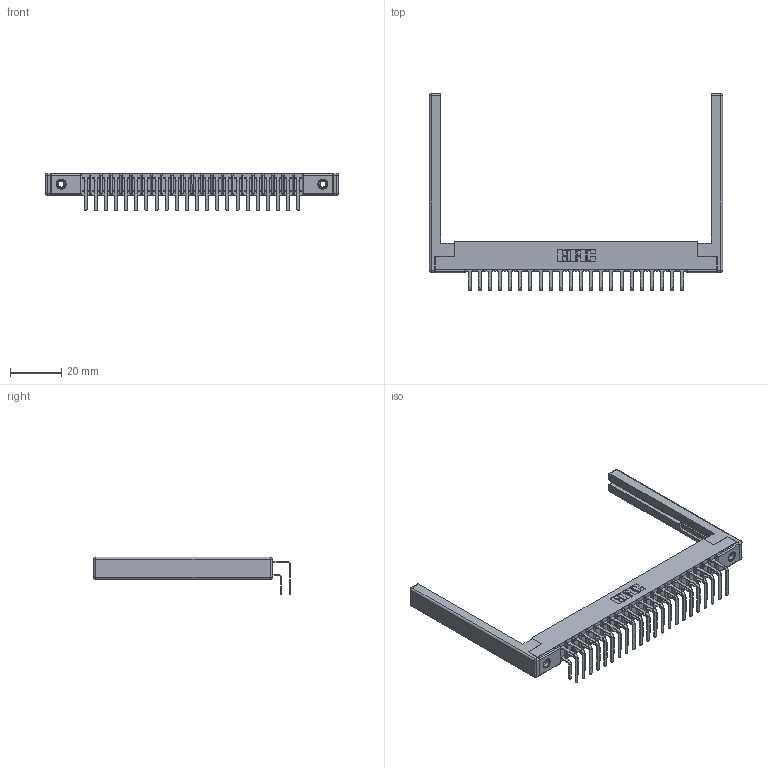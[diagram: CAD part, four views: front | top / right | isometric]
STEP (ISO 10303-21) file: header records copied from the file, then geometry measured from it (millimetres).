
FILE_DESCRIPTION (( 'STEP AP203' ), '1' );
FILE_NAME ('307-044-458-268.STEP', '2020-09-30T01:22:49', ( '' ), ( '' ), 'SwSTEP 2.0', 'SolidWorks 2020', '' );
FILE_SCHEMA (( 'CONFIG_CONTROL_DESIGN' ));
Length unit declared in the file: inch
Products named in the file (6): 307-220-068; 307 Part_.156 Dia Mounting Holes; 307-290-001_558 559 - 1 (Single); 345-250-001_345-250-001-102; 307-044-458-268; 307-290-001_558 - 2 (Single)
Assembly tree (49 placements, depth 2):
  307-044-458-268
    307 Part_.156 Dia Mounting Holes
    307-290-001_558 559 - 1 (Single)  x22
    307-290-001_558 - 2 (Single)  x22
    307-220-068  x2
    345-250-001_345-250-001-102  x2
Bounding box: 114.6 x 76.92 x 14.81 mm (x, y, z)
Volume: 12252.9 mm3; surface area: 18727 mm2
Topology: 49 solids, 49 shells, 2495 faces, 6961 edges, 4498 vertices
Faces by surface type: plane 1610, cylinder 815, sphere 54, cone 12, torus 4
Entity records: 26236 total; most frequent: CARTESIAN_POINT 4277, ORIENTED_EDGE 4228, DIRECTION 4212, EDGE_CURVE 2114, LINE 1610, VECTOR 1610, VERTEX_POINT 1366, AXIS2_PLACEMENT_3D 1301
